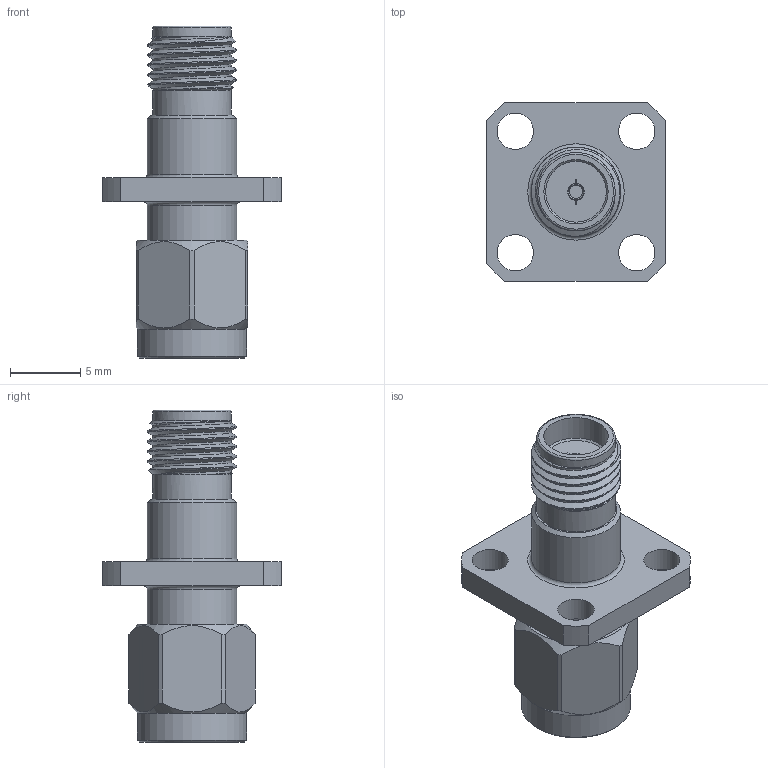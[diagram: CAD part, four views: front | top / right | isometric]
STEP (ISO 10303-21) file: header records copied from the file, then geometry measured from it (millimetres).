
FILE_DESCRIPTION (( 'STEP AP203' ), '1' );
FILE_NAME ('SM4968_3D.step', '2020-06-19T21:26:37', ( '' ), ( '' ), 'SwSTEP 2.0', 'SolidWorks 2018', '' );
FILE_SCHEMA (( 'CONFIG_CONTROL_DESIGN' ));
Length unit declared in the file: inch
Products named in the file (1): SM4968_3D
Bounding box: 12.7 x 12.7 x 23.62 mm (x, y, z)
Volume: 928.1 mm3; surface area: 1180.7 mm2
Topology: 1 solids, 1 shells, 88 faces, 228 edges, 152 vertices
Faces by surface type: plane 34, cylinder 33, cone 11, bspline 7, torus 3
Full cylindrical faces by diameter (mm): 0.94 x2, 1.194 x2, 2.591 x4, 4.445 x1, 4.572 x1, 5.582 x2, 6.35 x8, 7.762 x1
Entity records: 5646 total; most frequent: CARTESIAN_POINT 3741, ORIENTED_EDGE 376, DIRECTION 342, EDGE_CURVE 188, AXIS2_PLACEMENT_3D 145, VERTEX_POINT 144, EDGE_LOOP 126, FACE_OUTER_BOUND 102
